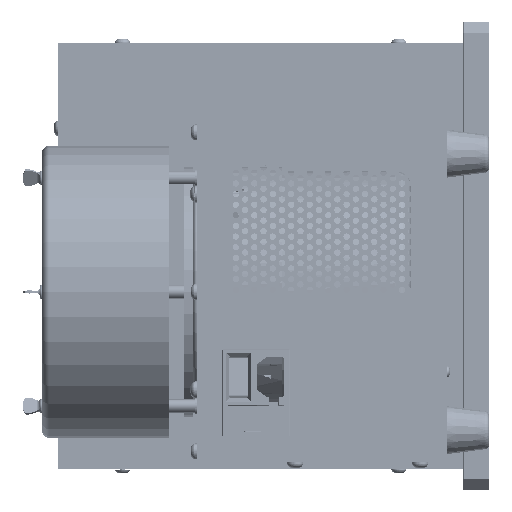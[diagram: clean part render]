
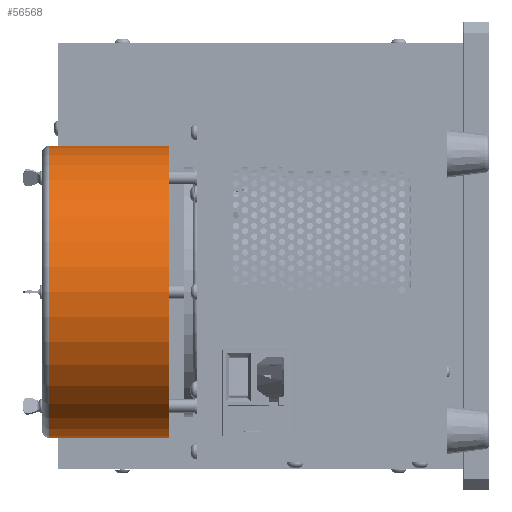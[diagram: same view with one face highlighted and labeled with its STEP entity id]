
A CAD part, left-side view. The second image highlights one B-rep face of the part: STEP entity #56568.
In plain terms, the highlighted cylindrical face has radius 87.249 mm (diameter 174.498 mm), a full revolution.
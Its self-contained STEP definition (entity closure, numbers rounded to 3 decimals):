
#1123 = VERTEX_POINT ( 'NONE', #58881 ) ;
#1488 = DIRECTION ( 'NONE',  ( 1., 0., 0. ) ) ;
#8563 = CYLINDRICAL_SURFACE ( 'NONE', #66048, 87.249 ) ;
#16057 = CARTESIAN_POINT ( 'NONE',  ( -250.643, 306.389, -21.445 ) ) ;
#21435 = EDGE_CURVE ( 'NONE', #66603, #66603, #41692, .T. ) ;
#25657 = EDGE_LOOP ( 'NONE', ( #47095 ) ) ;
#30918 = CARTESIAN_POINT ( 'NONE',  ( -163.394, 190.881, -21.445 ) ) ;
#31088 = FACE_OUTER_BOUND ( 'NONE', #90465, .T. ) ;
#36126 = ORIENTED_EDGE ( 'NONE', *, *, #63193, .F. ) ;
#36403 = CARTESIAN_POINT ( 'NONE',  ( -250.643, 262.509, -21.445 ) ) ;
#41448 = CIRCLE ( 'NONE', #47467, 87.249 ) ;
#41692 = CIRCLE ( 'NONE', #77709, 87.249 ) ;
#44215 = FACE_OUTER_BOUND ( 'NONE', #25657, .T. ) ;
#47095 = ORIENTED_EDGE ( 'NONE', *, *, #21435, .T. ) ;
#47467 = AXIS2_PLACEMENT_3D ( 'NONE', #36403, #65052, #57525 ) ;
#56568 = ADVANCED_FACE ( 'NONE', ( #31088, #44215 ), #8563, .T. ) ;
#57525 = DIRECTION ( 'NONE',  ( 1., 0., 0. ) ) ;
#58881 = CARTESIAN_POINT ( 'NONE',  ( -163.394, 262.509, -21.445 ) ) ;
#63193 = EDGE_CURVE ( 'NONE', #1123, #1123, #41448, .T. ) ;
#65052 = DIRECTION ( 'NONE',  ( 0., 1., 0. ) ) ;
#65978 = CARTESIAN_POINT ( 'NONE',  ( -250.643, 190.881, -21.445 ) ) ;
#66048 = AXIS2_PLACEMENT_3D ( 'NONE', #16057, #81317, #1488 ) ;
#66603 = VERTEX_POINT ( 'NONE', #30918 ) ;
#77709 = AXIS2_PLACEMENT_3D ( 'NONE', #65978, #79127, #80529 ) ;
#79127 = DIRECTION ( 'NONE',  ( 0., 1., 0. ) ) ;
#80529 = DIRECTION ( 'NONE',  ( 1., 0., 0. ) ) ;
#81317 = DIRECTION ( 'NONE',  ( 0., 1., 0. ) ) ;
#90465 = EDGE_LOOP ( 'NONE', ( #36126 ) ) ;
